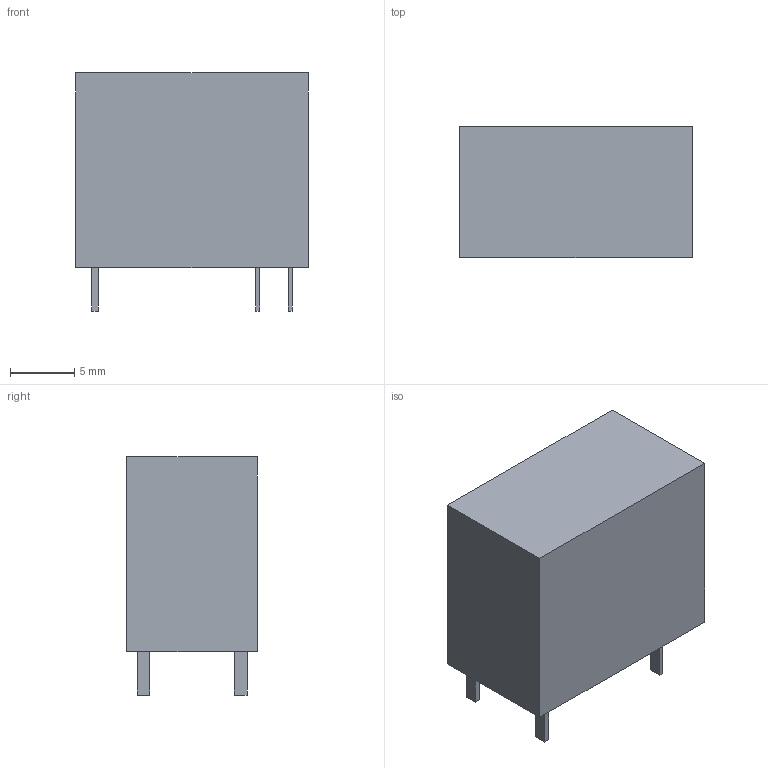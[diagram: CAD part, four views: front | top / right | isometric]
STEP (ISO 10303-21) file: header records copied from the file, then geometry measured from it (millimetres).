
FILE_DESCRIPTION (( 'STEP AP214' ), '1' );
FILE_NAME ('RELAY-TH_G2F-12HMV2.step', '2022-07-09T13:11:18', ( '' ), ( '' ), 'SwSTEP 2.0', 'SolidWorks 2020', '' );
FILE_SCHEMA (( 'AUTOMOTIVE_DESIGN' ));
Length unit declared in the file: millimetre
Products named in the file (1): RELAY-TH_G2F-12HMV2
Bounding box: 18.2 x 10.21 x 18.6 mm (x, y, z)
Volume: 2760.3 mm3; surface area: 1303 mm2
Topology: 5 solids, 5 shells, 318 faces, 843 edges, 562 vertices
Faces by surface type: plane 206, bspline 112
Entity records: 13900 total; most frequent: CARTESIAN_POINT 3828, ORIENTED_EDGE 1686, DIRECTION 1029, EDGE_CURVE 843, VECTOR 615, LINE 615, VERTEX_POINT 562, EDGE_LOOP 345
